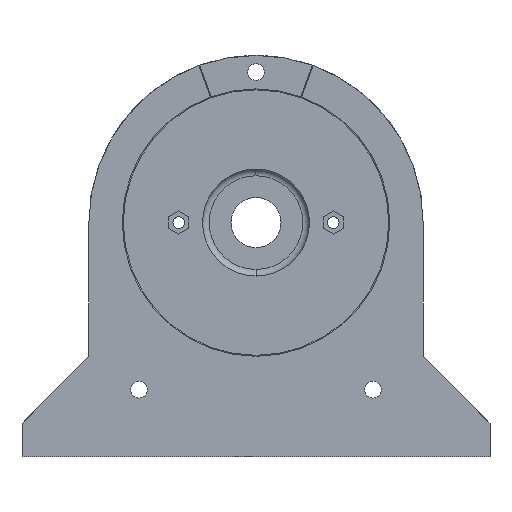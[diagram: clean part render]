
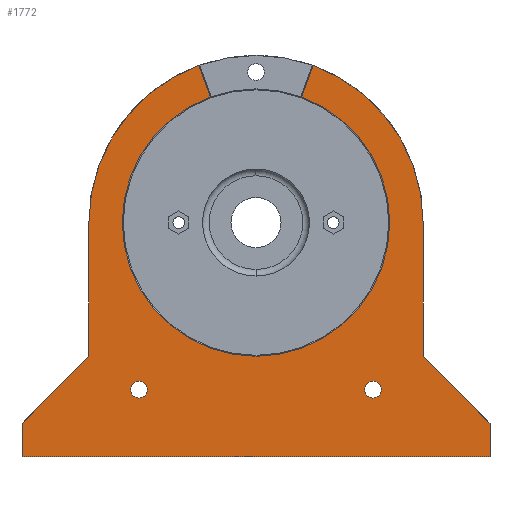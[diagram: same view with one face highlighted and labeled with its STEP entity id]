
A CAD part, front view. The second image highlights one B-rep face of the part: STEP entity #1772.
In plain terms, the highlighted planar face has unit normal (0, -1, 0).
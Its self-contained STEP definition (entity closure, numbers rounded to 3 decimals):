
#371=CARTESIAN_POINT('',(0.,-10.,0.));
#372=DIRECTION('',(0.,1.,0.));
#373=DIRECTION('',(0.342,0.,0.94));
#374=AXIS2_PLACEMENT_3D('',#371,#372,#373);
#376=CARTESIAN_POINT('',(0.,-10.,0.));
#377=DIRECTION('',(0.,-1.,0.));
#378=DIRECTION('',(1.,0.,0.));
#379=AXIS2_PLACEMENT_3D('',#376,#377,#378);
#381=DIRECTION('',(0.,0.,1.));
#382=VECTOR('',#381,40.);
#383=CARTESIAN_POINT('',(50.,-10.,-40.));
#384=LINE('',#383,#382);
#385=DIRECTION('',(0.707,0.,-0.707));
#386=VECTOR('',#385,28.284);
#387=CARTESIAN_POINT('',(50.,-10.,-40.));
#388=LINE('',#387,#386);
#389=DIRECTION('',(0.,0.,1.));
#390=VECTOR('',#389,10.);
#391=CARTESIAN_POINT('',(70.,-10.,-70.));
#392=LINE('',#391,#390);
#393=DIRECTION('',(0.707,0.,0.707));
#394=VECTOR('',#393,28.284);
#395=CARTESIAN_POINT('',(-70.,-10.,-60.));
#396=LINE('',#395,#394);
#397=DIRECTION('',(0.,0.,-1.));
#398=VECTOR('',#397,40.);
#399=CARTESIAN_POINT('',(-50.,-10.,0.));
#400=LINE('',#399,#398);
#401=CARTESIAN_POINT('',(0.,-10.,0.));
#402=DIRECTION('',(0.,-1.,0.));
#403=DIRECTION('',(-0.342,0.,0.94));
#404=AXIS2_PLACEMENT_3D('',#401,#402,#403);
#406=CARTESIAN_POINT('',(35.,-10.,-50.));
#407=DIRECTION('',(0.,1.,0.));
#408=DIRECTION('',(-1.,0.,0.));
#409=AXIS2_PLACEMENT_3D('',#406,#407,#408);
#411=CARTESIAN_POINT('',(35.,-10.,-50.));
#412=DIRECTION('',(0.,1.,0.));
#413=DIRECTION('',(1.,0.,0.));
#414=AXIS2_PLACEMENT_3D('',#411,#412,#413);
#416=CARTESIAN_POINT('',(-35.,-10.,-50.));
#417=DIRECTION('',(0.,1.,0.));
#418=DIRECTION('',(-1.,0.,0.));
#419=AXIS2_PLACEMENT_3D('',#416,#417,#418);
#421=CARTESIAN_POINT('',(-35.,-10.,-50.));
#422=DIRECTION('',(0.,1.,0.));
#423=DIRECTION('',(1.,0.,0.));
#424=AXIS2_PLACEMENT_3D('',#421,#422,#423);
#434=DIRECTION('',(-0.342,0.,0.94));
#435=VECTOR('',#434,10.);
#436=CARTESIAN_POINT('',(-13.681,-10.,37.588));
#437=LINE('',#436,#435);
#462=DIRECTION('',(-0.342,0.,-0.94));
#463=VECTOR('',#462,10.);
#464=CARTESIAN_POINT('',(17.101,-10.,46.985));
#465=LINE('',#464,#463);
#526=DIRECTION('',(-1.,0.,0.));
#527=VECTOR('',#526,140.);
#528=CARTESIAN_POINT('',(70.,-10.,-70.));
#529=LINE('',#528,#527);
#558=DIRECTION('',(0.,0.,1.));
#559=VECTOR('',#558,10.);
#560=CARTESIAN_POINT('',(-70.,-10.,-70.));
#561=LINE('',#560,#559);
#1062=CARTESIAN_POINT('',(70.,-10.,-70.));
#1063=CARTESIAN_POINT('',(-70.,-10.,-70.));
#1064=VERTEX_POINT('',#1062);
#1065=VERTEX_POINT('',#1063);
#1070=CARTESIAN_POINT('',(50.,-10.,0.));
#1071=CARTESIAN_POINT('',(17.101,-10.,46.985));
#1072=VERTEX_POINT('',#1070);
#1073=VERTEX_POINT('',#1071);
#1076=CARTESIAN_POINT('',(-17.101,-10.,46.985));
#1077=CARTESIAN_POINT('',(-50.,-10.,0.));
#1078=VERTEX_POINT('',#1076);
#1079=VERTEX_POINT('',#1077);
#1090=CARTESIAN_POINT('',(50.,-10.,-40.));
#1092=VERTEX_POINT('',#1090);
#1094=CARTESIAN_POINT('',(-50.,-10.,-40.));
#1096=VERTEX_POINT('',#1094);
#1098=CARTESIAN_POINT('',(-70.,-10.,-60.));
#1100=VERTEX_POINT('',#1098);
#1102=CARTESIAN_POINT('',(70.,-10.,-60.));
#1104=VERTEX_POINT('',#1102);
#1134=CARTESIAN_POINT('',(13.681,-10.,37.588));
#1135=CARTESIAN_POINT('',(-13.681,-10.,37.588));
#1136=VERTEX_POINT('',#1134);
#1137=VERTEX_POINT('',#1135);
#1138=CARTESIAN_POINT('',(32.5,-10.,-50.));
#1139=CARTESIAN_POINT('',(37.5,-10.,-50.));
#1140=VERTEX_POINT('',#1138);
#1141=VERTEX_POINT('',#1139);
#1142=CARTESIAN_POINT('',(-37.5,-10.,-50.));
#1143=CARTESIAN_POINT('',(-32.5,-10.,-50.));
#1144=VERTEX_POINT('',#1142);
#1145=VERTEX_POINT('',#1143);
#1734=CARTESIAN_POINT('',(70.,-10.,-70.));
#1735=DIRECTION('',(0.,-1.,0.));
#1736=DIRECTION('',(-1.,0.,0.));
#1737=AXIS2_PLACEMENT_3D('',#1734,#1735,#1736);
#1738=PLANE('',#1737);
#1740=ORIENTED_EDGE('',*,*,#1739,.F.);
#1741=ORIENTED_EDGE('',*,*,#1425,.F.);
#1743=ORIENTED_EDGE('',*,*,#1742,.F.);
#1744=ORIENTED_EDGE('',*,*,#1594,.F.);
#1746=ORIENTED_EDGE('',*,*,#1745,.F.);
#1748=ORIENTED_EDGE('',*,*,#1747,.T.);
#1750=ORIENTED_EDGE('',*,*,#1749,.F.);
#1752=ORIENTED_EDGE('',*,*,#1751,.T.);
#1754=ORIENTED_EDGE('',*,*,#1753,.T.);
#1755=ORIENTED_EDGE('',*,*,#1720,.T.);
#1756=ORIENTED_EDGE('',*,*,#1709,.F.);
#1757=ORIENTED_EDGE('',*,*,#1605,.F.);
#1758=EDGE_LOOP('',(#1740,#1741,#1743,#1744,#1746,#1748,#1750,#1752,#1754,#1755,
#1756,#1757));
#1759=FACE_OUTER_BOUND('',#1758,.F.);
#1761=ORIENTED_EDGE('',*,*,#1760,.F.);
#1763=ORIENTED_EDGE('',*,*,#1762,.F.);
#1764=EDGE_LOOP('',(#1761,#1763));
#1765=FACE_BOUND('',#1764,.F.);
#1767=ORIENTED_EDGE('',*,*,#1766,.F.);
#1769=ORIENTED_EDGE('',*,*,#1768,.F.);
#1770=EDGE_LOOP('',(#1767,#1769));
#1771=FACE_BOUND('',#1770,.F.);
#1772=ADVANCED_FACE('',(#1759,#1765,#1771),#1738,.T.);
#375=CIRCLE('',#374,40.);
#380=CIRCLE('',#379,50.);
#405=CIRCLE('',#404,50.);
#410=CIRCLE('',#409,2.5);
#415=CIRCLE('',#414,2.5);
#420=CIRCLE('',#419,2.5);
#425=CIRCLE('',#424,2.5);
#1425=EDGE_CURVE('',#1136,#1137,#375,.T.);
#1594=EDGE_CURVE('',#1072,#1073,#380,.T.);
#1605=EDGE_CURVE('',#1078,#1079,#405,.T.);
#1709=EDGE_CURVE('',#1079,#1096,#400,.T.);
#1720=EDGE_CURVE('',#1100,#1096,#396,.T.);
#1739=EDGE_CURVE('',#1137,#1078,#437,.T.);
#1742=EDGE_CURVE('',#1073,#1136,#465,.T.);
#1745=EDGE_CURVE('',#1092,#1072,#384,.T.);
#1747=EDGE_CURVE('',#1092,#1104,#388,.T.);
#1749=EDGE_CURVE('',#1064,#1104,#392,.T.);
#1751=EDGE_CURVE('',#1064,#1065,#529,.T.);
#1753=EDGE_CURVE('',#1065,#1100,#561,.T.);
#1760=EDGE_CURVE('',#1140,#1141,#410,.T.);
#1762=EDGE_CURVE('',#1141,#1140,#415,.T.);
#1766=EDGE_CURVE('',#1144,#1145,#420,.T.);
#1768=EDGE_CURVE('',#1145,#1144,#425,.T.);
